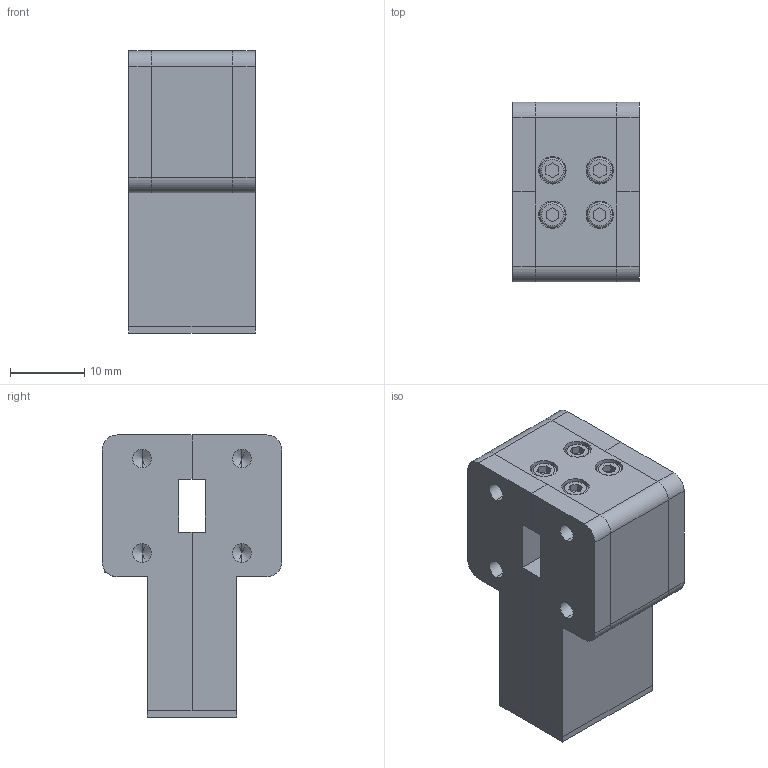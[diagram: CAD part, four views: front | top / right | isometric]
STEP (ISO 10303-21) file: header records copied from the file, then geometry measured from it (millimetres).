
FILE_DESCRIPTION (( 'STEP AP214' ), '1' );
FILE_NAME ('FM-W28IR001_3D.step', '2023-03-08T20:49:28', ( '' ), ( '' ), 'SwSTEP 2.0', 'SolidWorks 2022', '' );
FILE_SCHEMA (( 'AUTOMOTIVE_DESIGN' ));
Length unit declared in the file: inch
Products named in the file (1): FM-W28IR001_3D
Bounding box: 17 x 24.2 x 38 mm (x, y, z)
Volume: 11102.4 mm3; surface area: 4023.4 mm2
Topology: 1 solids, 1 shells, 162 faces, 399 edges, 242 vertices
Faces by surface type: plane 86, cylinder 50, cone 16, torus 10
Entity records: 4905 total; most frequent: CARTESIAN_POINT 852, DIRECTION 807, ORIENTED_EDGE 766, EDGE_CURVE 383, AXIS2_PLACEMENT_3D 277, VECTOR 253, LINE 253, VERTEX_POINT 242
